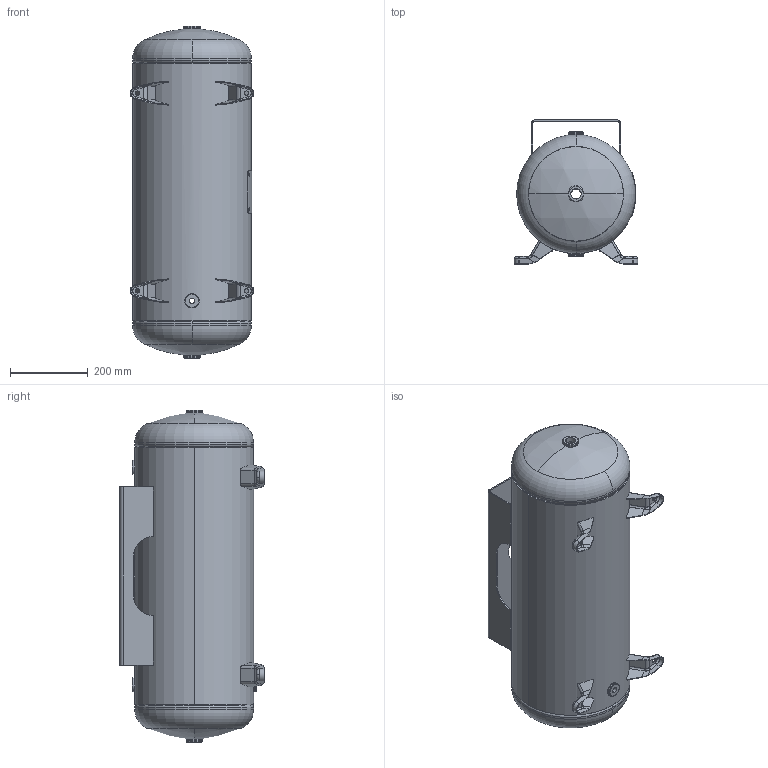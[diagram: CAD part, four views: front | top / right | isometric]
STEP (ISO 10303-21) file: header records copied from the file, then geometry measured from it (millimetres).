
FILE_DESCRIPTION (( 'STEP AP214' ), '1' );
FILE_NAME ('302465.STEP', '2024-03-20T16:10:02', ( '' ), ( '' ), 'SwSTEP 2.0', 'SolidWorks 2022', '' );
FILE_SCHEMA (( 'AUTOMOTIVE_DESIGN' ));
Length unit declared in the file: inch
Products named in the file (10): A88700; 302465-SL; HEAD_12X123JOG; NP-HOR_12; PHOENIX FLAT FLANGE_0750; PHOENIX FLAT FLANGE_0500P393; A21150_A21150.1; PHOENIX FLAT FLANGE_0250P391; 302465
Assembly tree (15 placements, depth 2):
  302465
    302465-SL
    HEAD_12X123JOG
    HEAD_12X123JOG
    PHOENIX FLAT FLANGE_0750  x2
    PHOENIX FLAT FLANGE_0500P393  x3
    PHOENIX FLAT FLANGE_0250P391
    A88700
    A21150_A21150.1  x4
    NP-HOR_12
Bounding box: 317.5 x 369.89 x 852.47 mm (x, y, z)
Volume: 3544463.8 mm3; surface area: 2192169.8 mm2
Topology: 15 solids, 15 shells, 494 faces, 1146 edges, 692 vertices
Faces by surface type: cylinder 186, plane 120, torus 112, bspline 68, sphere 8
Full cylindrical faces by diameter (mm): 297.891 x1, 304.8 x1
Entity records: 12584 total; most frequent: CARTESIAN_POINT 6608, DIRECTION 1198, ORIENTED_EDGE 1128, EDGE_CURVE 564, AXIS2_PLACEMENT_3D 516, VERTEX_POINT 338, CIRCLE 282, EDGE_LOOP 282
